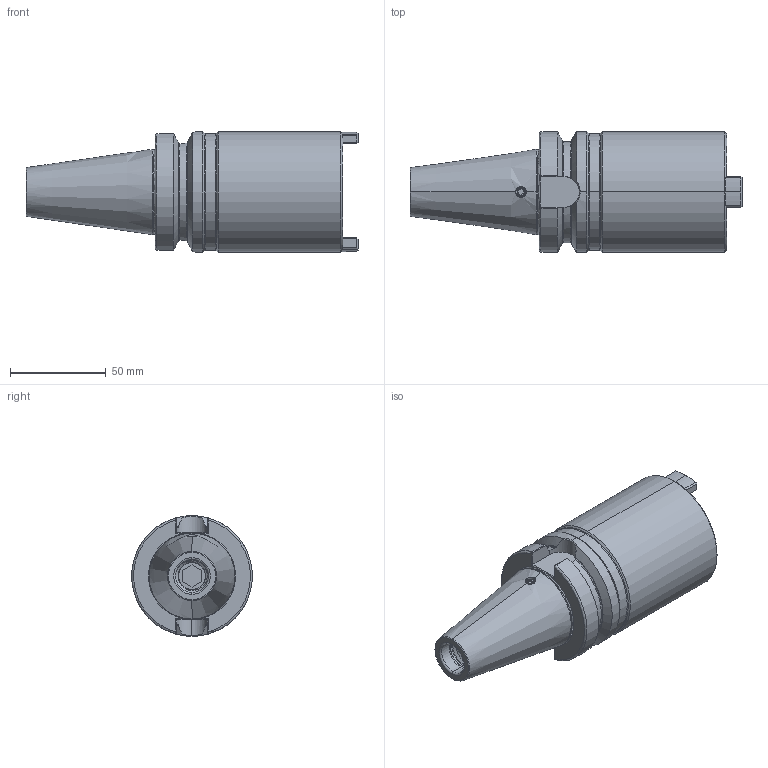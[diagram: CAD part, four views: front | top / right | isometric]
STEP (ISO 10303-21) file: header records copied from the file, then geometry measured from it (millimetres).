
FILE_DESCRIPTION (( 'STEP AP203' ), '1' );
FILE_NAME ('405.09.40.STEP', '2016-11-26T01:16:04', ( '' ), ( '' ), 'SwSTEP 2.0', 'SolidWorks 2012', '' );
FILE_SCHEMA (( 'CONFIG_CONTROL_DESIGN' ));
Length unit declared in the file: millimetre
Products named in the file (5): 2-41371004AF_M26xP1.5_13L; 2-01150002C1_M5xP0.8-6L; 2-01130035_M16xP2-70L; 405.09.40
Assembly tree (4 placements, depth 2):
  405.09.40
    405.09.40
    2-01130035_M16xP2-70L
    2-41371004AF_M26xP1.5_13L
    2-01150002C1_M5xP0.8-6L
Bounding box: 173.4 x 63 x 63 mm (x, y, z)
Volume: 274704 mm3; surface area: 57944.6 mm2
Topology: 4 solids, 4 shells, 418 faces, 1113 edges, 704 vertices
Faces by surface type: cylinder 186, plane 91, bspline 56, cone 55, torus 30
Entity records: 39593 total; most frequent: CARTESIAN_POINT 30188, ORIENTED_EDGE 2222, DIRECTION 1486, EDGE_CURVE 1111, VERTEX_POINT 704, AXIS2_PLACEMENT_3D 553, EDGE_LOOP 429, ADVANCED_FACE 418
